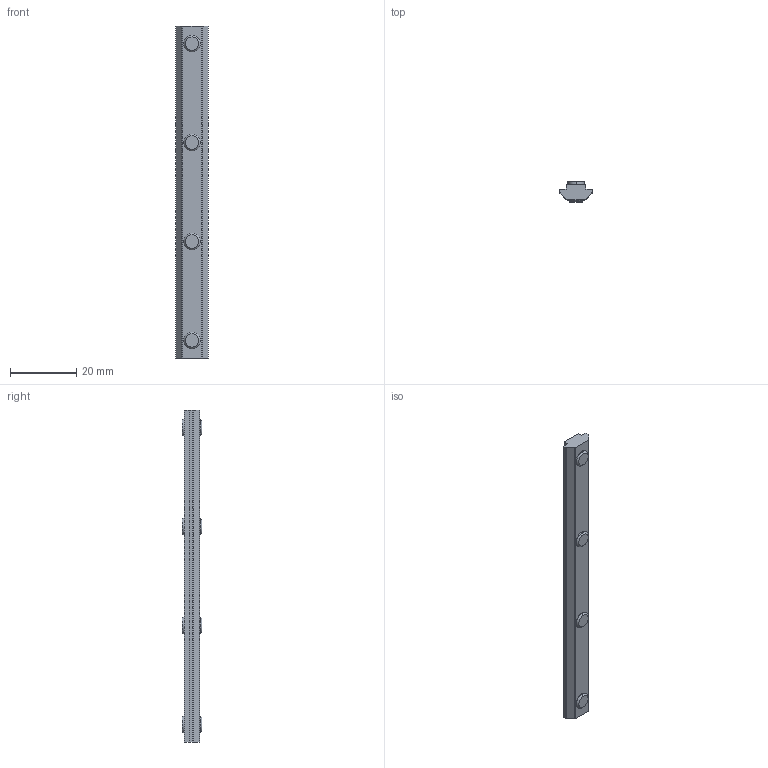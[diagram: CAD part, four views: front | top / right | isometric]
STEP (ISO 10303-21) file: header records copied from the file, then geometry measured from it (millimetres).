
FILE_DESCRIPTION (( 'STEP AP214' ), '1' );
FILE_NAME ('SNSD.30.52.08. Ëèíåéíûé ñîåäèíèòåëü 100 ìì, ïàç 6(H38).STEP', '2015-01-12T13:14:46', ( 'XTreme.ws' ), ( 'XTreme.ws' ), 'SwSTEP 2.0', 'SolidWorks 2014', '' );
FILE_SCHEMA (( 'AUTOMOTIVE_DESIGN' ));
Length unit declared in the file: millimetre
Products named in the file (8): SNSD.30.50.54. Âèíò (Ñ20)H48; SNSD.30.50.54. Ïëàñòèíà 120ìì, ïàç8 (Ñ20)H48; SNSD.30.52.08. Ëèíåéíûé ñîåäèíèòåëü 100 ìì, ïàç 6(H38); SNSD.30.50.54. Âèíò (Ñ20)H48_00; SNSD.30.50.54. Ïëàñòèíà 120ìì, ïàç8 (Ñ20)H48_00
Assembly tree (5 placements, depth 2):
  SNSD.30.50.54. Âèíò (Ñ20)H48
  SNSD.30.50.54. Âèíò (Ñ20)H48
  SNSD.30.50.54. Âèíò (Ñ20)H48
  SNSD.30.50.54. Ïëàñòèíà 120ìì, ïàç8 (Ñ20)H48
  SNSD.30.52.08. Ëèíåéíûé ñîåäèíèòåëü 100 ìì, ïàç 6(H38)
    SNSD.30.50.54. Ïëàñòèíà 120ìì, ïàç8 (Ñ20)H48_00
    SNSD.30.50.54. Âèíò (Ñ20)H48_00  x4
Bounding box: 9.8 x 6 x 100 mm (x, y, z)
Volume: 3647.3 mm3; surface area: 3487.5 mm2
Topology: 5 solids, 5 shells, 92 faces, 210 edges, 132 vertices
Faces by surface type: plane 48, cone 24, cylinder 20
Entity records: 1841 total; most frequent: DIRECTION 296, CARTESIAN_POINT 266, ORIENTED_EDGE 252, EDGE_CURVE 126, AXIS2_PLACEMENT_3D 108, LINE 80, VECTOR 80, VERTEX_POINT 78
